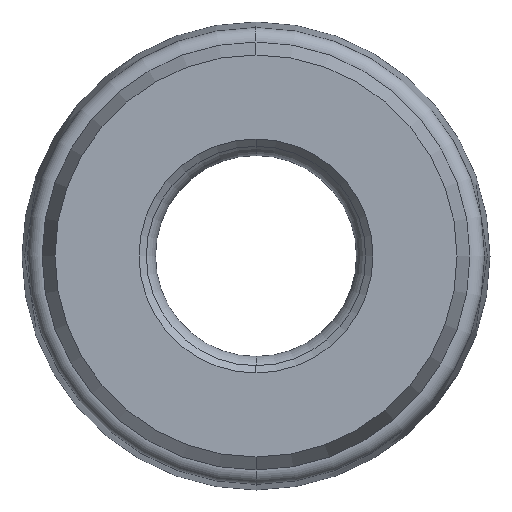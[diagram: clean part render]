
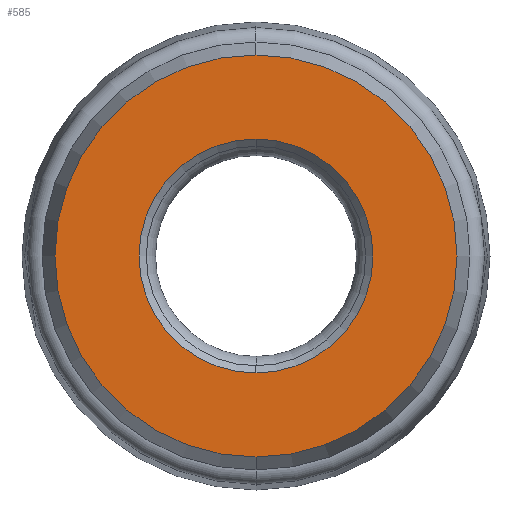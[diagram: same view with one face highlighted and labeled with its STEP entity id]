
A CAD part, left-side view. The second image highlights one B-rep face of the part: STEP entity #585.
In plain terms, the highlighted planar face has unit normal (-1, 0, 0).
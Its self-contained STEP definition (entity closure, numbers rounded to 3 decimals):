
#44 = DIRECTION ( 'NONE',  ( 0., 0., -1. ) ) ;
#45 = PLANE ( 'NONE',  #202 ) ;
#50 = DIRECTION ( 'NONE',  ( 1., 0., 0. ) ) ;
#59 = CARTESIAN_POINT ( 'NONE',  ( 0., 3., 0. ) ) ;
#202 = AXIS2_PLACEMENT_3D ( 'NONE', #59, #50, #44 ) ;
#252 = AXIS2_PLACEMENT_3D ( 'NONE', #357, #348, #359 ) ;
#269 = AXIS2_PLACEMENT_3D ( 'NONE', #308, #310, #326 ) ;
#273 = AXIS2_PLACEMENT_3D ( 'NONE', #351, #371, #338 ) ;
#275 = AXIS2_PLACEMENT_3D ( 'NONE', #392, #389, #384 ) ;
#308 = CARTESIAN_POINT ( 'NONE',  ( 0., 0., 0. ) ) ;
#310 = DIRECTION ( 'NONE',  ( -1., 0., 0. ) ) ;
#326 = DIRECTION ( 'NONE',  ( 0., 0., 1. ) ) ;
#338 = DIRECTION ( 'NONE',  ( 0., 0., 1. ) ) ;
#348 = DIRECTION ( 'NONE',  ( 1., 0., 0. ) ) ;
#351 = CARTESIAN_POINT ( 'NONE',  ( 0., 0., 0. ) ) ;
#357 = CARTESIAN_POINT ( 'NONE',  ( 0., 0., 0. ) ) ;
#359 = DIRECTION ( 'NONE',  ( 0., 0., -1. ) ) ;
#371 = DIRECTION ( 'NONE',  ( -1., 0., 0. ) ) ;
#384 = DIRECTION ( 'NONE',  ( 0., 0., -1. ) ) ;
#389 = DIRECTION ( 'NONE',  ( 1., 0., 0. ) ) ;
#392 = CARTESIAN_POINT ( 'NONE',  ( 0., 0., 0. ) ) ;
#412 = CARTESIAN_POINT ( 'NONE',  ( 0., 0., -3.2 ) ) ;
#413 = CARTESIAN_POINT ( 'NONE',  ( 0., 0., 3.2 ) ) ;
#450 = CARTESIAN_POINT ( 'NONE',  ( 0., 0., -5.5 ) ) ;
#451 = CARTESIAN_POINT ( 'NONE',  ( 0., 0., 5.5 ) ) ;
#502 = CIRCLE ( 'NONE', #252, 3.2 ) ;
#523 = CIRCLE ( 'NONE', #273, 5.5 ) ;
#524 = CIRCLE ( 'NONE', #275, 3.2 ) ;
#543 = CIRCLE ( 'NONE', #269, 5.5 ) ;
#585 = ADVANCED_FACE ( 'NONE', ( #624, #625 ), #45, .F. ) ;
#624 = FACE_BOUND ( 'NONE', #826, .T. ) ;
#625 = FACE_OUTER_BOUND ( 'NONE', #823, .T. ) ;
#707 = ORIENTED_EDGE ( 'NONE', *, *, #888, .T. ) ;
#766 = ORIENTED_EDGE ( 'NONE', *, *, #896, .T. ) ;
#787 = VERTEX_POINT ( 'NONE', #450 ) ;
#792 = VERTEX_POINT ( 'NONE', #451 ) ;
#823 = EDGE_LOOP ( 'NONE', ( #971, #707 ) ) ;
#826 = EDGE_LOOP ( 'NONE', ( #1027, #766 ) ) ;
#865 = EDGE_CURVE ( 'NONE', #787, #792, #543, .T. ) ;
#884 = EDGE_CURVE ( 'NONE', #999, #991, #502, .T. ) ;
#888 = EDGE_CURVE ( 'NONE', #792, #787, #523, .T. ) ;
#896 = EDGE_CURVE ( 'NONE', #991, #999, #524, .T. ) ;
#971 = ORIENTED_EDGE ( 'NONE', *, *, #865, .T. ) ;
#991 = VERTEX_POINT ( 'NONE', #412 ) ;
#999 = VERTEX_POINT ( 'NONE', #413 ) ;
#1027 = ORIENTED_EDGE ( 'NONE', *, *, #884, .T. ) ;
